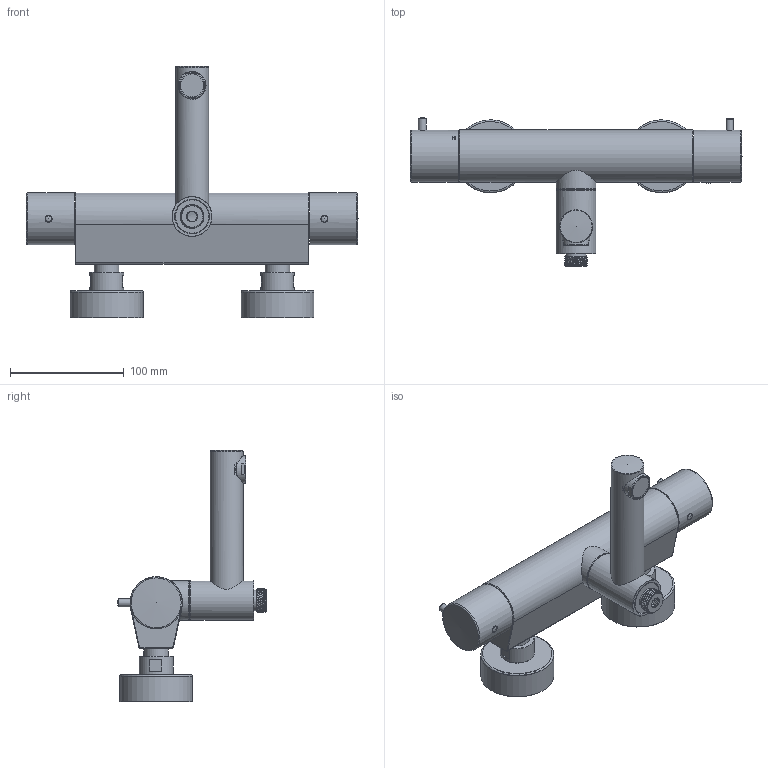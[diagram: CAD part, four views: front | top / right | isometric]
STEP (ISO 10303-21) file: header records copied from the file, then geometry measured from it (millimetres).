
FILE_DESCRIPTION(/* description */ ('Unknown'),/* implementation_level */ '2;1');
FILE_NAME(/* name */ 'B020N',/* time_stamp */ '2016-03-10T12:36:44+01:00',/* author */ ('Unknown'),/* organization */ ('Unknown'),/* preprocessor_version */ 'ST-DEVELOPER v16.7',/* originating_system */ 'DEX',/* authorisation */ $);
FILE_SCHEMA (('AUTOMOTIVE_DESIGN {1 0 10303 214 3 1 1}'));
Length unit declared in the file: millimetre
Products named in the file (1): B020N
Bounding box: 291.34 x 130.15 x 221 mm (x, y, z)
Volume: 10565 mm3; surface area: 131978.8 mm2
Topology: 2 solids, 53 shells, 276 faces, 950 edges, 722 vertices
Faces by surface type: plane 115, cylinder 90, torus 31, cone 21, sphere 11, bspline 8
Full cylindrical faces by diameter (mm): 3.3 x1, 6 x1, 7 x1, 7.1 x1, 13 x1, 16.7 x1, 18.3 x1, 18.7 x1, 20.205 x1, 20.8 x1, 20.805 x1, 21 x1, 21.405 x1, 21.6 x2, 22.5 x1, 24 x1, 24.5 x1, 24.6 x2, 25.8 x2, 27.2 x2, 29 x1, 29.1 x1, 29.6 x1, 29.8 x2, 30 x1, 31.5 x1, 35 x2, 45.7 x2, 62.6 x2, 64 x2
Entity records: 20057 total; most frequent: CARTESIAN_POINT 11849, DIRECTION 1533, ORIENTED_EDGE 1211, EDGE_CURVE 812, VERTEX_POINT 678, AXIS2_PLACEMENT_3D 625, EDGE_LOOP 430, FACE_BOUND 430
